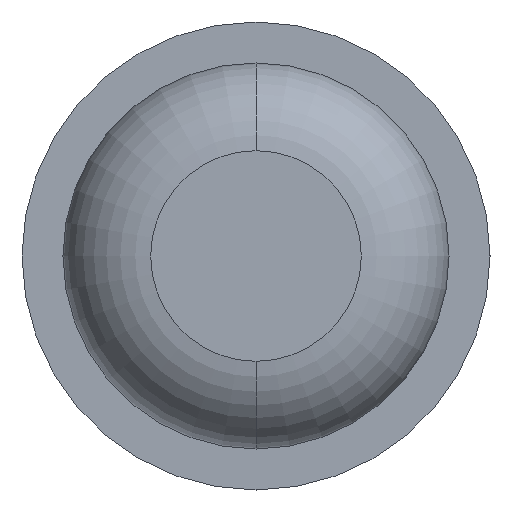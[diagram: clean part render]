
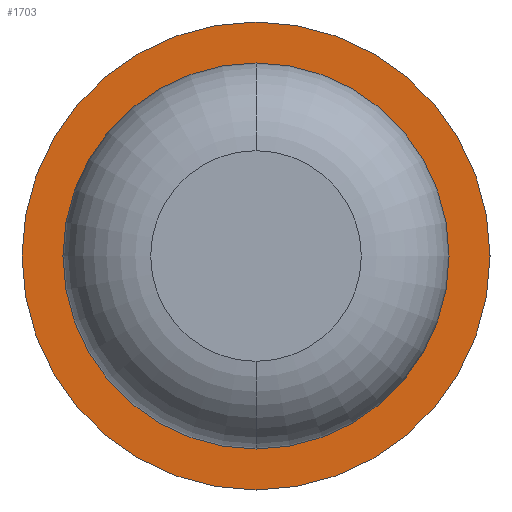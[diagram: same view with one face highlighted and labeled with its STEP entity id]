
A CAD part, front view. The second image highlights one B-rep face of the part: STEP entity #1703.
In plain terms, the highlighted planar face has unit normal (0, -1, 0).
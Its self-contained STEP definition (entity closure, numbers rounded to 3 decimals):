
#12 = DIRECTION ( 'NONE',  ( 0., 0., -1. ) ) ;
#65 = CARTESIAN_POINT ( 'NONE',  ( 0., -3., 0. ) ) ;
#109 = ORIENTED_EDGE ( 'NONE', *, *, #2164, .F. ) ;
#157 = AXIS2_PLACEMENT_3D ( 'NONE', #1203, #2225, #969 ) ;
#188 = DIRECTION ( 'NONE',  ( 0., 0., 1. ) ) ;
#191 = EDGE_LOOP ( 'NONE', ( #109, #2100 ) ) ;
#343 = FACE_OUTER_BOUND ( 'NONE', #191, .T. ) ;
#382 = ORIENTED_EDGE ( 'NONE', *, *, #1322, .F. ) ;
#503 = PLANE ( 'NONE',  #1873 ) ;
#549 = VERTEX_POINT ( 'NONE', #2064 ) ;
#646 = DIRECTION ( 'NONE',  ( 0., 1., 0. ) ) ;
#787 = EDGE_LOOP ( 'NONE', ( #382, #2935 ) ) ;
#831 = VERTEX_POINT ( 'NONE', #2533 ) ;
#969 = DIRECTION ( 'NONE',  ( 0., 0., 1. ) ) ;
#1111 = DIRECTION ( 'NONE',  ( 0., -1., 0. ) ) ;
#1203 = CARTESIAN_POINT ( 'NONE',  ( 0., -3., 0. ) ) ;
#1322 = EDGE_CURVE ( 'Defeature ausgef�hrt2_1+Defeature ausgef�hrt2_4+Defeature ausgef�hrt2_4+Defeature ausgef�hrt2_4', #1597, #1941, #2594, .T. ) ;
#1324 = DIRECTION ( 'NONE',  ( 0., -1., 0. ) ) ;
#1410 = CARTESIAN_POINT ( 'NONE',  ( 0., -3., -0.825 ) ) ;
#1519 = CARTESIAN_POINT ( 'NONE',  ( -1., -3., 0. ) ) ;
#1531 = DIRECTION ( 'NONE',  ( 0., -1., 0. ) ) ;
#1597 = VERTEX_POINT ( 'NONE', #1687 ) ;
#1687 = CARTESIAN_POINT ( 'NONE',  ( 0., -3., 0.825 ) ) ;
#1703 = ADVANCED_FACE ( 'Defeature ausgef�hrt2_4', ( #1845, #343 ), #503, .T. ) ;
#1817 = AXIS2_PLACEMENT_3D ( 'NONE', #1901, #1111, #2623 ) ;
#1845 = FACE_BOUND ( 'NONE', #787, .T. ) ;
#1873 = AXIS2_PLACEMENT_3D ( 'NONE', #1519, #1531, #12 ) ;
#1901 = CARTESIAN_POINT ( 'NONE',  ( 0., -3., 0. ) ) ;
#1919 = EDGE_CURVE ( 'Defeature ausgef�hrt2_1+Defeature ausgef�hrt2_4+Defeature ausgef�hrt2_4+Defeature ausgef�hrt2_4', #1941, #1597, #2589, .T. ) ;
#1941 = VERTEX_POINT ( 'NONE', #1410 ) ;
#2021 = EDGE_CURVE ( 'Defeature ausgef�hrt2_5+Defeature ausgef�hrt2_4+Defeature ausgef�hrt2_4+Defeature ausgef�hrt2_4', #831, #549, #2547, .T. ) ;
#2064 = CARTESIAN_POINT ( 'NONE',  ( 0., -3., 1. ) ) ;
#2100 = ORIENTED_EDGE ( 'NONE', *, *, #2021, .F. ) ;
#2164 = EDGE_CURVE ( 'Defeature ausgef�hrt2_5+Defeature ausgef�hrt2_4+Defeature ausgef�hrt2_4+Defeature ausgef�hrt2_4', #549, #831, #2455, .T. ) ;
#2192 = CARTESIAN_POINT ( 'NONE',  ( 0., -3., 0. ) ) ;
#2217 = AXIS2_PLACEMENT_3D ( 'NONE', #65, #1324, #2820 ) ;
#2225 = DIRECTION ( 'NONE',  ( 0., 1., 0. ) ) ;
#2455 = CIRCLE ( 'NONE', #157, 1. ) ;
#2533 = CARTESIAN_POINT ( 'NONE',  ( 0., -3., -1. ) ) ;
#2547 = CIRCLE ( 'NONE', #2773, 1. ) ;
#2589 = CIRCLE ( 'NONE', #1817, 0.825 ) ;
#2594 = CIRCLE ( 'NONE', #2217, 0.825 ) ;
#2623 = DIRECTION ( 'NONE',  ( 0., 0., -1. ) ) ;
#2773 = AXIS2_PLACEMENT_3D ( 'NONE', #2192, #646, #188 ) ;
#2820 = DIRECTION ( 'NONE',  ( 0., 0., -1. ) ) ;
#2935 = ORIENTED_EDGE ( 'NONE', *, *, #1919, .F. ) ;
